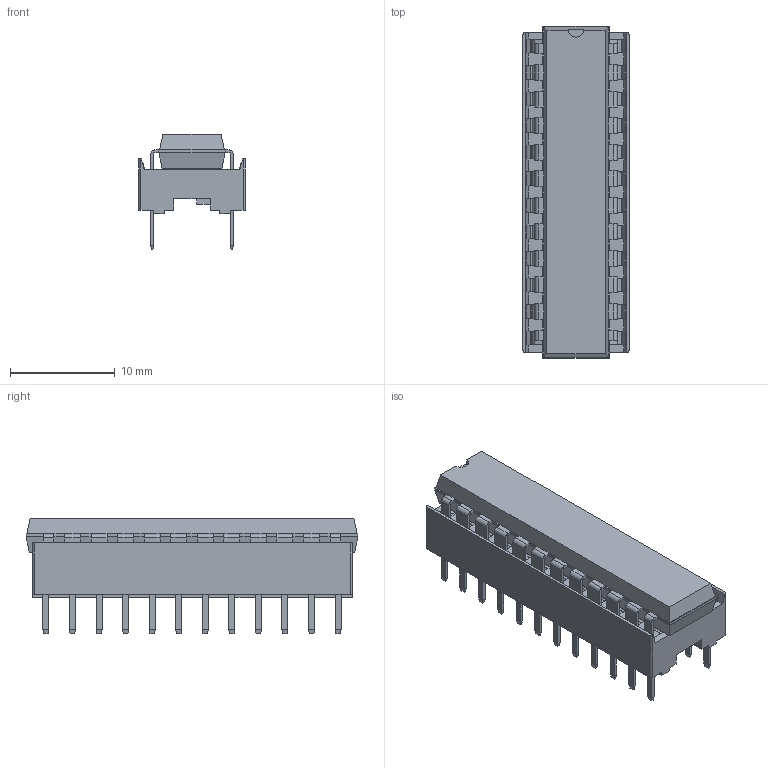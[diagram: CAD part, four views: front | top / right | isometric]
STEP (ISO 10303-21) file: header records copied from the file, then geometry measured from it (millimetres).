
FILE_DESCRIPTION(/* description */ ('STEP AP242','CAx-IF Rec.Pracs.---Representation and Presentation of Product Manufacturing Information (PMI)---4.0---2014-10-13','CAx-IF Rec.Pracs.---3D Tessellated Geometry---0.4---2014-09-14','2;1'),/* implementation_level */ '2;1');
FILE_NAME(/* name */ '62d105d5874cbb29143610cf',/* time_stamp */ '2022-07-15T06:14:48+00:00',/* author */ (''),/* organization */ (''),/* preprocessor_version */ 'ST-DEVELOPER v18.102',/* originating_system */ ' ',/* authorisation */ ' ');
FILE_SCHEMA (('AP242_MANAGED_MODEL_BASED_3D_ENGINEERING_MIM_LF { 1 0 10303 442 1 1 4 }'));
Length unit declared in the file: metre
Products named in the file (26): ED281DT; DIP-24_W7.62mm
Bounding box: 10.16 x 31.75 x 11.08 mm (x, y, z)
Volume: 1428.6 mm3; surface area: 3613.3 mm2
Topology: 26 solids, 26 shells, 1562 faces, 4164 edges, 2676 vertices
Faces by surface type: plane 1412, cylinder 150
Entity records: 48874 total; most frequent: CARTESIAN_POINT 8628, ORIENTED_EDGE 8328, DIRECTION 7638, EDGE_CURVE 4164, LINE 3862, VECTOR 3862, VERTEX_POINT 2676, AXIS2_PLACEMENT_3D 1888
